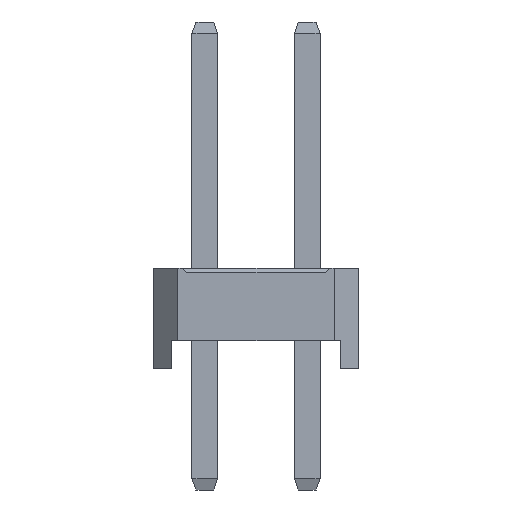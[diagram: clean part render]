
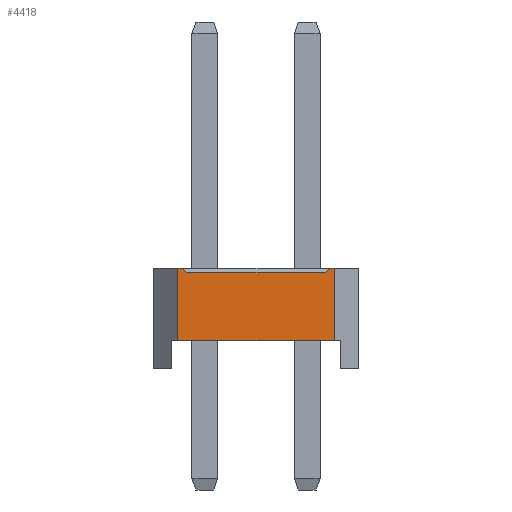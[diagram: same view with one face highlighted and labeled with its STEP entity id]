
A CAD part, left-side view. The second image highlights one B-rep face of the part: STEP entity #4418.
In plain terms, the highlighted planar face has unit normal (-1, 0, 0).
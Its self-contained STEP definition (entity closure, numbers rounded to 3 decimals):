
#4418=ADVANCED_FACE('',(#18048),#18050,.T.);
#18048=FACE_BOUND('',#18049,.T.);
#18049=EDGE_LOOP('',(#28705,#28706,#28707,#28708,#28709,#28710,#28711,#28712));
#18050=PLANE('',#18051);
#18051=AXIS2_PLACEMENT_3D('',#18052,#18053,#18054);
#18052=CARTESIAN_POINT('',(-1.27,3.21,0.));
#18053=DIRECTION('',(-1.,0.,0.));
#18054=DIRECTION('',(0.,-1.,0.));
#28705=ORIENTED_EDGE('',*,*,#35338,.F.);
#28706=ORIENTED_EDGE('',*,*,#35339,.T.);
#28707=ORIENTED_EDGE('',*,*,#35340,.F.);
#28708=ORIENTED_EDGE('',*,*,#33900,.F.);
#28709=ORIENTED_EDGE('',*,*,#35341,.F.);
#28710=ORIENTED_EDGE('',*,*,#33372,.T.);
#28711=ORIENTED_EDGE('',*,*,#35337,.T.);
#28712=ORIENTED_EDGE('',*,*,#33904,.F.);
#33372=EDGE_CURVE('',#37176,#37174,#37177,.T.);
#33900=EDGE_CURVE('',#38230,#38232,#38233,.T.);
#33904=EDGE_CURVE('',#38238,#38240,#38241,.T.);
#35337=EDGE_CURVE('',#37174,#38240,#40621,.T.);
#35338=EDGE_CURVE('',#40622,#38238,#40623,.F.);
#35339=EDGE_CURVE('',#40622,#40624,#40625,.T.);
#35340=EDGE_CURVE('',#38232,#40624,#40626,.F.);
#35341=EDGE_CURVE('',#37176,#38230,#40627,.T.);
#37174=VERTEX_POINT('',#43346);
#37176=VERTEX_POINT('',#43350);
#37177=LINE('',#43351,#43352);
#38230=VERTEX_POINT('',#45458);
#38232=VERTEX_POINT('',#45462);
#38233=LINE('',#45463,#45464);
#38238=VERTEX_POINT('',#45474);
#38240=VERTEX_POINT('',#45478);
#38241=LINE('',#45479,#45480);
#40621=LINE('',#50725,#50726);
#40622=VERTEX_POINT('',#50728);
#40623=LINE('',#50729,#50730);
#40624=VERTEX_POINT('',#50732);
#40625=LINE('',#50733,#50734);
#40626=LINE('',#50736,#50737);
#40627=LINE('',#50739,#50740);
#43346=CARTESIAN_POINT('',(-1.27,-0.67,0.7));
#43350=CARTESIAN_POINT('',(-1.27,3.21,0.7));
#43351=CARTESIAN_POINT('',(-1.27,3.21,0.7));
#43352=VECTOR('',#43353,1.);
#43353=DIRECTION('',(0.,-1.,0.));
#45458=CARTESIAN_POINT('',(-1.27,3.21,2.5));
#45462=CARTESIAN_POINT('',(-1.27,3.09,2.5));
#45463=CARTESIAN_POINT('',(-1.27,3.21,2.5));
#45464=VECTOR('',#45465,1.);
#45465=DIRECTION('',(0.,-1.,0.));
#45474=CARTESIAN_POINT('',(-1.27,-0.55,2.5));
#45478=CARTESIAN_POINT('',(-1.27,-0.67,2.5));
#45479=CARTESIAN_POINT('',(-1.27,-0.55,2.5));
#45480=VECTOR('',#45481,1.);
#45481=DIRECTION('',(0.,-1.,0.));
#50725=CARTESIAN_POINT('',(-1.27,-0.67,0.7));
#50726=VECTOR('',#50727,1.);
#50727=DIRECTION('',(0.,0.,1.));
#50728=CARTESIAN_POINT('',(-1.27,-0.45,2.4));
#50729=CARTESIAN_POINT('',(-1.27,-0.55,2.5));
#50730=VECTOR('',#50731,1.);
#50731=DIRECTION('',(0.,0.707,-0.707));
#50732=CARTESIAN_POINT('',(-1.27,2.99,2.4));
#50733=CARTESIAN_POINT('',(-1.27,-0.45,2.4));
#50734=VECTOR('',#50735,1.);
#50735=DIRECTION('',(0.,1.,0.));
#50736=CARTESIAN_POINT('',(-1.27,2.99,2.4));
#50737=VECTOR('',#50738,1.);
#50738=DIRECTION('',(0.,0.707,0.707));
#50739=CARTESIAN_POINT('',(-1.27,3.21,0.7));
#50740=VECTOR('',#50741,1.);
#50741=DIRECTION('',(0.,0.,1.));
